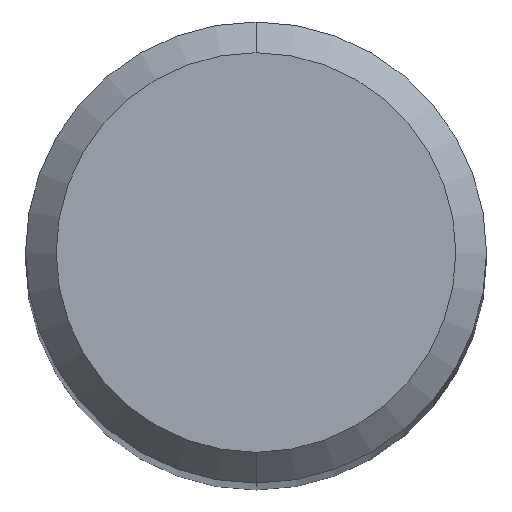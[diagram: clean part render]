
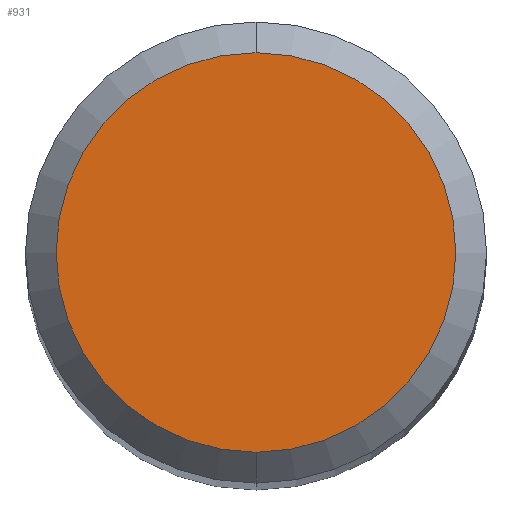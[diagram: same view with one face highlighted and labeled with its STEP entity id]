
A CAD part, top view. The second image highlights one B-rep face of the part: STEP entity #931.
In plain terms, the highlighted planar face has unit normal (0, 0, 1).
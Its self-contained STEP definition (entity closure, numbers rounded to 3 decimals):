
#633=VERTEX_POINT('',#1312);
#809=EDGE_CURVE('',#633,#821,#1507,.T.);
#821=VERTEX_POINT('',#1519);
#931=ADVANCED_FACE('',(#1642),#1643,.T.);
#947=EDGE_CURVE('',#821,#633,#1661,.T.);
#1312=CARTESIAN_POINT('',(0.0,2.6,0.0));
#1507=CIRCLE('',#6263,2.6);
#1519=CARTESIAN_POINT('',(0.,-2.6,0.0));
#1642=FACE_OUTER_BOUND('',#9290,.T.);
#1643=PLANE('',#9291);
#1661=CIRCLE('',#9352,2.6);
#6263=AXIS2_PLACEMENT_3D('',#10118,#10119,#10120);
#9290=EDGE_LOOP('',(#10265,#10266));
#9291=AXIS2_PLACEMENT_3D('',#10267,#10268,#10269);
#9352=AXIS2_PLACEMENT_3D('',#10287,#10288,#10289);
#10118=CARTESIAN_POINT('',(0.0,0.0,0.0));
#10119=DIRECTION('',(0.0,0.0,-1.0));
#10120=DIRECTION('',(0.0,1.0,0.0));
#10265=ORIENTED_EDGE('',*,*,#809,.F.);
#10266=ORIENTED_EDGE('',*,*,#947,.F.);
#10267=CARTESIAN_POINT('',(0.0,1.3,0.0));
#10268=DIRECTION('',(-0.0,0.0,1.0));
#10269=DIRECTION('',(0.0,-1.0,0.0));
#10287=CARTESIAN_POINT('',(0.0,0.0,0.0));
#10288=DIRECTION('',(0.0,0.0,-1.0));
#10289=DIRECTION('',(0.0,1.0,0.0));
